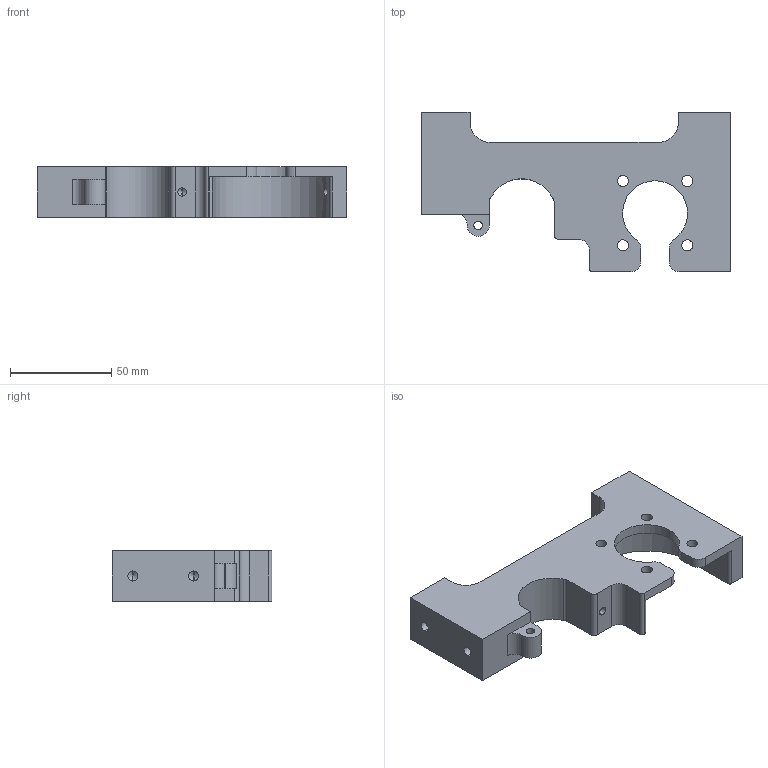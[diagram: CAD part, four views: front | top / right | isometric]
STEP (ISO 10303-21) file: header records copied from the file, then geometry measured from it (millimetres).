
FILE_DESCRIPTION (( 'STEP AP203' ), '1' );
FILE_NAME ('APP11004 -AA- Support Extrudeur PAM13287 Modded.STEP', '2023-03-15T17:40:45', ( '' ), ( '' ), 'SwSTEP 2.0', 'SolidWorks 2019', '' );
FILE_SCHEMA (( 'CONFIG_CONTROL_DESIGN' ));
Length unit declared in the file: millimetre
Products named in the file (1): APP11004 -AA- Support Extrudeur PAM13287 Modded
Bounding box: 153.2 x 79 x 25 mm (x, y, z)
Volume: 132025.6 mm3; surface area: 30564.3 mm2
Topology: 1 solids, 1 shells, 79 faces, 219 edges, 138 vertices
Faces by surface type: cylinder 42, plane 27, cone 10
Entity records: 2644 total; most frequent: CARTESIAN_POINT 487, DIRECTION 453, ORIENTED_EDGE 422, EDGE_CURVE 211, AXIS2_PLACEMENT_3D 164, VERTEX_POINT 138, LINE 125, VECTOR 125
